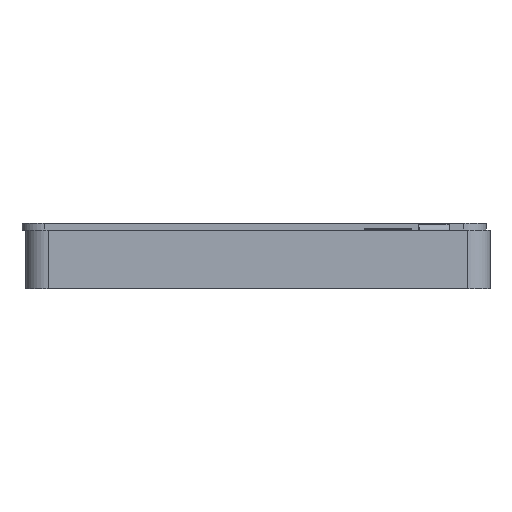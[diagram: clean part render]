
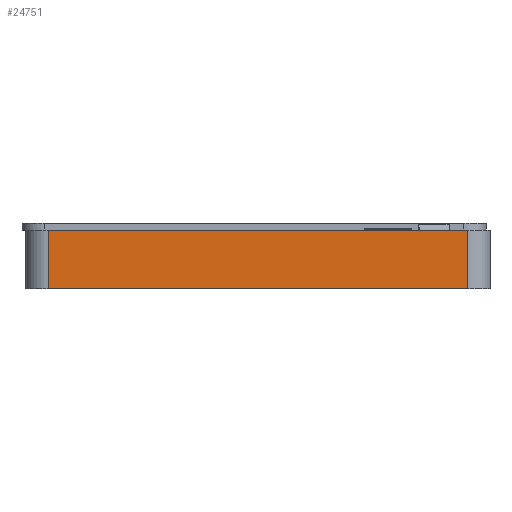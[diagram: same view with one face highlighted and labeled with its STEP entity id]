
A CAD part, front view. The second image highlights one B-rep face of the part: STEP entity #24751.
In plain terms, the highlighted planar face has unit normal (0, -1, 0).
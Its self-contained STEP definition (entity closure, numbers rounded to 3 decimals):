
#1718=PLANE('',#26289);
#2456=FACE_OUTER_BOUND('',#3811,.T.);
#3811=EDGE_LOOP('',(#17213,#17214,#17215,#17216));
#5581=LINE('',#34139,#7981);
#5590=LINE('',#34159,#7990);
#5594=LINE('',#34182,#7994);
#5624=LINE('',#34254,#8024);
#7981=VECTOR('',#28087,10.);
#7990=VECTOR('',#28102,10.);
#7994=VECTOR('',#28124,10.);
#8024=VECTOR('',#28200,10.);
#11068=VERTEX_POINT('',#34136);
#11069=VERTEX_POINT('',#34138);
#11077=VERTEX_POINT('',#34158);
#11086=VERTEX_POINT('',#34178);
#13485=EDGE_CURVE('',#11068,#11069,#5581,.T.);
#13495=EDGE_CURVE('',#11069,#11077,#5590,.T.);
#13507=EDGE_CURVE('',#11077,#11086,#5594,.T.);
#13543=EDGE_CURVE('',#11086,#11068,#5624,.T.);
#17213=ORIENTED_EDGE('',*,*,#13485,.F.);
#17214=ORIENTED_EDGE('',*,*,#13543,.F.);
#17215=ORIENTED_EDGE('',*,*,#13507,.F.);
#17216=ORIENTED_EDGE('',*,*,#13495,.F.);
#24751=ADVANCED_FACE('',(#2456),#1718,.T.);
#26289=AXIS2_PLACEMENT_3D('',#34253,#28198,#28199);
#28087=DIRECTION('',(0.,0.,-1.));
#28102=DIRECTION('',(-1.,0.,0.));
#28124=DIRECTION('',(0.,0.,1.));
#28198=DIRECTION('center_axis',(0.,-1.,0.));
#28199=DIRECTION('ref_axis',(1.,0.,0.));
#28200=DIRECTION('',(1.,0.,0.));
#34136=CARTESIAN_POINT('',(49.192,-27.116,13.));
#34138=CARTESIAN_POINT('',(49.192,-27.116,0.));
#34139=CARTESIAN_POINT('',(49.192,-27.116,0.));
#34158=CARTESIAN_POINT('',(-44.208,-27.116,0.));
#34159=CARTESIAN_POINT('',(54.192,-27.116,0.));
#34178=CARTESIAN_POINT('',(-44.208,-27.116,13.));
#34182=CARTESIAN_POINT('',(-44.208,-27.116,0.));
#34253=CARTESIAN_POINT('Origin',(-49.208,-27.116,0.));
#34254=CARTESIAN_POINT('',(54.192,-27.116,13.));
